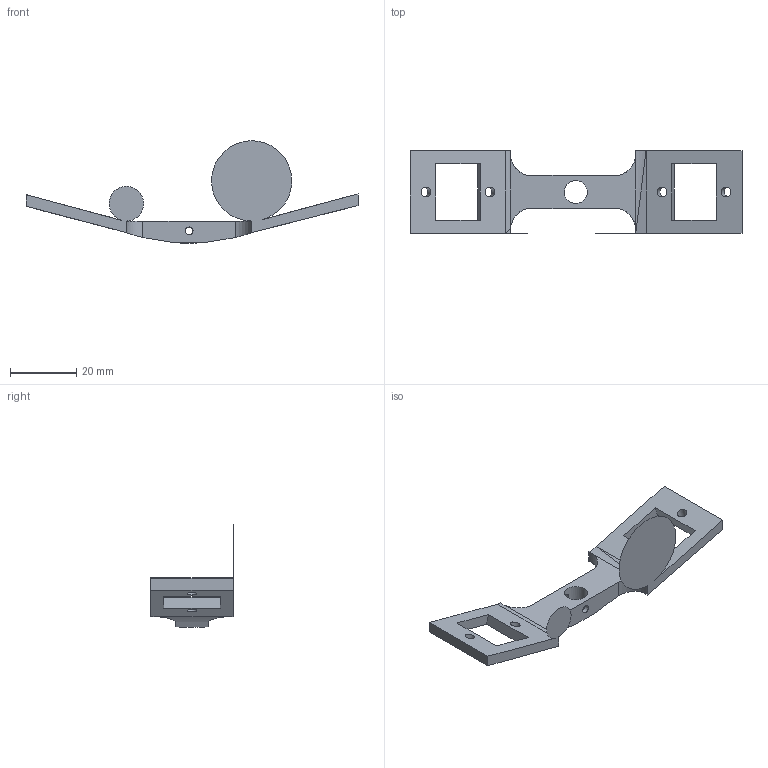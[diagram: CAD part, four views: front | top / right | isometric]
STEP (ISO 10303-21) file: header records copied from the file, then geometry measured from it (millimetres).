
FILE_DESCRIPTION(('FreeCAD Model'),'2;1');
FILE_NAME('Open CASCADE Shape Model','2022-02-11T18:01:50',('Author'),( ''),'Open CASCADE STEP processor 7.5','FreeCAD','Unknown');
FILE_SCHEMA(('AUTOMOTIVE_DESIGN { 1 0 10303 214 1 1 1 1 }'));
Length unit declared in the file: millimetre
Products named in the file (1): Body
Bounding box: 100.3 x 25 x 30.94 mm (x, y, z)
Volume: 7879.4 mm3; surface area: 5295.5 mm2
Topology: 1 solids, 1 shells, 39 faces, 103 edges, 66 vertices
Faces by surface type: plane 25, cylinder 14
Full cylindrical faces by diameter (mm): 2.4 x2, 3 x4, 7 x1, 10.459 x1, 24.249 x1
Entity records: 3569 total; most frequent: CARTESIAN_POINT 1461, DIRECTION 383, LINE 222, VECTOR 222, ORIENTED_EDGE 206, PCURVE 206, DEFINITIONAL_REPRESENTATION 206, EDGE_CURVE 103
